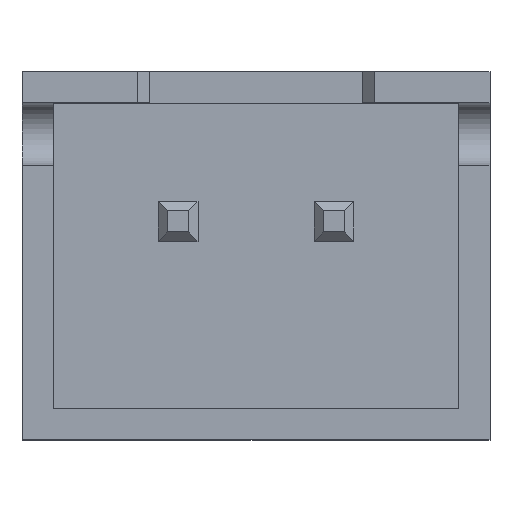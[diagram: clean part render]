
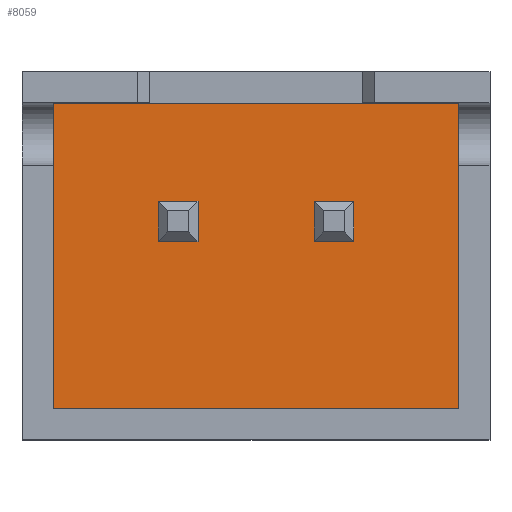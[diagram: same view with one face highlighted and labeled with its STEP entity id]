
A CAD part, top view. The second image highlights one B-rep face of the part: STEP entity #8059.
In plain terms, the highlighted planar face has unit normal (0, 0, 1).
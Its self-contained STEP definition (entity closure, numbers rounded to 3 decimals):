
#305=FACE_BOUND('',#974,.T.);
#306=FACE_BOUND('',#975,.T.);
#523=FACE_OUTER_BOUND('',#973,.T.);
#973=EDGE_LOOP('',(#5302,#5303,#5304,#5305));
#974=EDGE_LOOP('',(#5306,#5307,#5308,#5309));
#975=EDGE_LOOP('',(#5310,#5311,#5312,#5313));
#1542=LINE('',#11391,#2414);
#1551=LINE('',#11409,#2423);
#1553=LINE('',#11413,#2425);
#1556=LINE('',#11419,#2428);
#1557=LINE('',#11423,#2429);
#1558=LINE('',#11425,#2430);
#1559=LINE('',#11427,#2431);
#1560=LINE('',#11428,#2432);
#1561=LINE('',#11431,#2433);
#1562=LINE('',#11433,#2434);
#1563=LINE('',#11435,#2435);
#1564=LINE('',#11436,#2436);
#2414=VECTOR('',#9110,1.);
#2423=VECTOR('',#9123,1.);
#2425=VECTOR('',#9127,1.);
#2428=VECTOR('',#9134,1.);
#2429=VECTOR('',#9137,1.);
#2430=VECTOR('',#9138,1.);
#2431=VECTOR('',#9139,1.);
#2432=VECTOR('',#9140,1.);
#2433=VECTOR('',#9141,1.);
#2434=VECTOR('',#9142,1.);
#2435=VECTOR('',#9143,1.);
#2436=VECTOR('',#9144,1.);
#3309=VERTEX_POINT('',#11388);
#3310=VERTEX_POINT('',#11390);
#3317=VERTEX_POINT('',#11408);
#3318=VERTEX_POINT('',#11412);
#3320=VERTEX_POINT('',#11421);
#3321=VERTEX_POINT('',#11422);
#3322=VERTEX_POINT('',#11424);
#3323=VERTEX_POINT('',#11426);
#3324=VERTEX_POINT('',#11429);
#3325=VERTEX_POINT('',#11430);
#3326=VERTEX_POINT('',#11432);
#3327=VERTEX_POINT('',#11434);
#4085=EDGE_CURVE('',#3310,#3309,#1542,.T.);
#4095=EDGE_CURVE('',#3317,#3310,#1551,.T.);
#4097=EDGE_CURVE('',#3318,#3317,#1553,.T.);
#4101=EDGE_CURVE('',#3309,#3318,#1556,.T.);
#4102=EDGE_CURVE('',#3320,#3321,#1557,.T.);
#4103=EDGE_CURVE('',#3322,#3320,#1558,.T.);
#4104=EDGE_CURVE('',#3323,#3322,#1559,.T.);
#4105=EDGE_CURVE('',#3321,#3323,#1560,.T.);
#4106=EDGE_CURVE('',#3324,#3325,#1561,.T.);
#4107=EDGE_CURVE('',#3326,#3324,#1562,.T.);
#4108=EDGE_CURVE('',#3327,#3326,#1563,.T.);
#4109=EDGE_CURVE('',#3325,#3327,#1564,.T.);
#5302=ORIENTED_EDGE('',*,*,#4085,.T.);
#5303=ORIENTED_EDGE('',*,*,#4101,.T.);
#5304=ORIENTED_EDGE('',*,*,#4097,.T.);
#5305=ORIENTED_EDGE('',*,*,#4095,.T.);
#5306=ORIENTED_EDGE('',*,*,#4102,.F.);
#5307=ORIENTED_EDGE('',*,*,#4103,.F.);
#5308=ORIENTED_EDGE('',*,*,#4104,.F.);
#5309=ORIENTED_EDGE('',*,*,#4105,.F.);
#5310=ORIENTED_EDGE('',*,*,#4106,.F.);
#5311=ORIENTED_EDGE('',*,*,#4107,.F.);
#5312=ORIENTED_EDGE('',*,*,#4108,.F.);
#5313=ORIENTED_EDGE('',*,*,#4109,.F.);
#7454=PLANE('',#8549);
#8059=ADVANCED_FACE('',(#523,#305,#306),#7454,.T.);
#8549=AXIS2_PLACEMENT_3D('',#11420,#9135,#9136);
#9110=DIRECTION('',(-1.,0.,0.));
#9123=DIRECTION('',(0.,1.,0.));
#9127=DIRECTION('',(1.,0.,0.));
#9134=DIRECTION('',(0.,-1.,0.));
#9135=DIRECTION('center_axis',(0.,0.,1.));
#9136=DIRECTION('ref_axis',(-1.,0.,0.));
#9137=DIRECTION('',(0.,-1.,0.));
#9138=DIRECTION('',(-1.,0.,0.));
#9139=DIRECTION('',(0.,1.,0.));
#9140=DIRECTION('',(1.,0.,0.));
#9141=DIRECTION('',(0.,-1.,0.));
#9142=DIRECTION('',(-1.,0.,0.));
#9143=DIRECTION('',(0.,1.,0.));
#9144=DIRECTION('',(1.,0.,0.));
#11388=CARTESIAN_POINT('',(-3.25,1.9,2.3));
#11390=CARTESIAN_POINT('',(3.25,1.9,2.3));
#11391=CARTESIAN_POINT('',(3.25,1.9,2.3));
#11408=CARTESIAN_POINT('',(3.25,-3.,2.3));
#11409=CARTESIAN_POINT('',(3.25,-3.,2.3));
#11412=CARTESIAN_POINT('',(-3.25,-3.,2.3));
#11413=CARTESIAN_POINT('',(-3.25,-3.,2.3));
#11419=CARTESIAN_POINT('',(-3.25,1.9,2.3));
#11420=CARTESIAN_POINT('Origin',(0.,-0.55,2.3));
#11421=CARTESIAN_POINT('',(-1.57,0.32,2.3));
#11422=CARTESIAN_POINT('',(-1.57,-0.32,2.3));
#11423=CARTESIAN_POINT('',(-1.57,-0.55,2.3));
#11424=CARTESIAN_POINT('',(-0.93,0.32,2.3));
#11425=CARTESIAN_POINT('',(0.,0.32,2.3));
#11426=CARTESIAN_POINT('',(-0.93,-0.32,2.3));
#11427=CARTESIAN_POINT('',(-0.93,-0.55,2.3));
#11428=CARTESIAN_POINT('',(0.,-0.32,2.3));
#11429=CARTESIAN_POINT('',(0.93,0.32,2.3));
#11430=CARTESIAN_POINT('',(0.93,-0.32,2.3));
#11431=CARTESIAN_POINT('',(0.93,-0.55,2.3));
#11432=CARTESIAN_POINT('',(1.57,0.32,2.3));
#11433=CARTESIAN_POINT('',(0.,0.32,2.3));
#11434=CARTESIAN_POINT('',(1.57,-0.32,2.3));
#11435=CARTESIAN_POINT('',(1.57,-0.55,2.3));
#11436=CARTESIAN_POINT('',(0.,-0.32,2.3));
